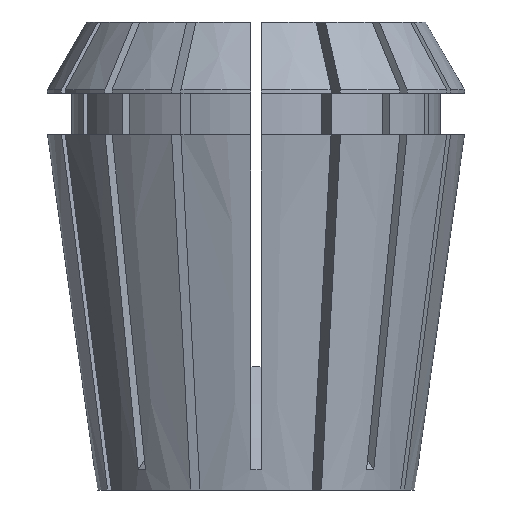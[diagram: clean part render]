
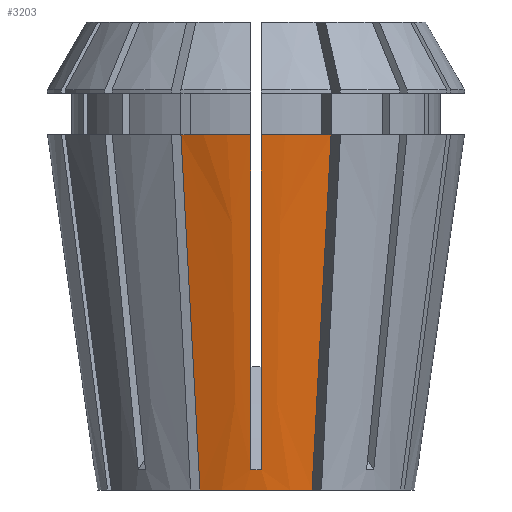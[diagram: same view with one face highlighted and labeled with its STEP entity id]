
A CAD part, left-side view. The second image highlights one B-rep face of the part: STEP entity #3203.
In plain terms, the highlighted conical face has half-angle 8 degrees and reference radius 15.595 mm.
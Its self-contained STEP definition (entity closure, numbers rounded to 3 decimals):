
#74 = CARTESIAN_POINT ( 'NONE',  ( -15.879, 0.167, 1.998 ) ) ;
#83 = CARTESIAN_POINT ( 'NONE',  ( 0., 0., 34.9 ) ) ;
#106 = CARTESIAN_POINT ( 'NONE',  ( -15.87, 0.5, 2.007 ) ) ;
#212 = VERTEX_POINT ( 'NONE', #4378 ) ;
#229 = CARTESIAN_POINT ( 'NONE',  ( -19.126, -7.381, 34.9 ) ) ;
#335 = AXIS2_PLACEMENT_3D ( 'NONE', #83, #441, #3957 ) ;
#354 = AXIS2_PLACEMENT_3D ( 'NONE', #5340, #4854, #4495 ) ;
#381 = CARTESIAN_POINT ( 'NONE',  ( -14.592, -5.503, 0. ) ) ;
#390 = ORIENTED_EDGE ( 'NONE', *, *, #3812, .T. ) ;
#441 = DIRECTION ( 'NONE',  ( 0., 0., -1. ) ) ;
#464 = CARTESIAN_POINT ( 'NONE',  ( -14.592, 5.503, 0. ) ) ;
#473 = CARTESIAN_POINT ( 'NONE',  ( -15.879, -0.167, 1.998 ) ) ;
#772 = CARTESIAN_POINT ( 'NONE',  ( 0., 0., 0. ) ) ;
#1169 = EDGE_CURVE ( 'NONE', #3450, #1612, #5106, .T. ) ;
#1233 = EDGE_CURVE ( 'NONE', #212, #3450, #2602, .T. ) ;
#1260 = AXIS2_PLACEMENT_3D ( 'NONE', #772, #2112, #2037 ) ;
#1314 = FACE_OUTER_BOUND ( 'NONE', #2406, .T. ) ;
#1336 = VERTEX_POINT ( 'NONE', #5311 ) ;
#1404 = ORIENTED_EDGE ( 'NONE', *, *, #1491, .F. ) ;
#1444 = CIRCLE ( 'NONE', #354, 20.5 ) ;
#1491 = EDGE_CURVE ( 'NONE', #2316, #1966, #3984, .T. ) ;
#1578 = CARTESIAN_POINT ( 'NONE',  ( -19.126, -7.381, 34.9 ) ) ;
#1612 = VERTEX_POINT ( 'NONE', #4310 ) ;
#1645 = CARTESIAN_POINT ( 'NONE',  ( -16.094, -0.5, 3.6 ) ) ;
#1730 = CARTESIAN_POINT ( 'NONE',  ( -17.615, 6.755, 23.267 ) ) ;
#1757 = CARTESIAN_POINT ( 'NONE',  ( 0., 0., 0. ) ) ;
#1760 = CARTESIAN_POINT ( 'NONE',  ( -15.87, -0.5, 2.007 ) ) ;
#1882 = CARTESIAN_POINT ( 'NONE',  ( -16.206, 0.5, 4.396 ) ) ;
#1903 = CARTESIAN_POINT ( 'NONE',  ( -17.527, 0.5, 13.792 ) ) ;
#1960 = ORIENTED_EDGE ( 'NONE', *, *, #3623, .F. ) ;
#1966 = VERTEX_POINT ( 'NONE', #381 ) ;
#1989 = CONICAL_SURFACE ( 'NONE', #2098, 15.595, 0.14 ) ;
#2004 = CARTESIAN_POINT ( 'NONE',  ( -16.104, -6.129, 11.633 ) ) ;
#2029 = ORIENTED_EDGE ( 'NONE', *, *, #3757, .T. ) ;
#2037 = DIRECTION ( 'NONE',  ( -1., 0., 0. ) ) ;
#2098 = AXIS2_PLACEMENT_3D ( 'NONE', #1757, #5199, #2632 ) ;
#2112 = DIRECTION ( 'NONE',  ( 0., 0., -1. ) ) ;
#2316 = VERTEX_POINT ( 'NONE', #229 ) ;
#2321 = CARTESIAN_POINT ( 'NONE',  ( -15.982, 0.5, 2.803 ) ) ;
#2336 = CARTESIAN_POINT ( 'NONE',  ( -15.87, 0.5, 2.007 ) ) ;
#2406 = EDGE_LOOP ( 'NONE', ( #5208, #3692, #2772, #1404, #2029, #390, #1960, #2664 ) ) ;
#2460 = EDGE_CURVE ( 'NONE', #1966, #1612, #4802, .T. ) ;
#2503 = CARTESIAN_POINT ( 'NONE',  ( -15.87, -0.5, 2.007 ) ) ;
#2602 = CIRCLE ( 'NONE', #335, 20.5 ) ;
#2611 = CARTESIAN_POINT ( 'NONE',  ( -15.87, 0.5, 2.007 ) ) ;
#2632 = DIRECTION ( 'NONE',  ( 1., 0., 0. ) ) ;
#2664 = ORIENTED_EDGE ( 'NONE', *, *, #4225, .F. ) ;
#2753 = CARTESIAN_POINT ( 'NONE',  ( -18.848, 0.5, 23.188 ) ) ;
#2772 = ORIENTED_EDGE ( 'NONE', *, *, #2460, .F. ) ;
#2784 = B_SPLINE_CURVE_WITH_KNOTS ( 'NONE', 3,
 ( #2611, #74, #473, #1760 ),
 .UNSPECIFIED., .F., .F.,
 ( 4, 4 ),
 ( 0., 0.001 ),
 .UNSPECIFIED. ) ;
#2908 = CARTESIAN_POINT ( 'NONE',  ( -15.982, -0.5, 2.803 ) ) ;
#2925 = CARTESIAN_POINT ( 'NONE',  ( -18.848, -0.5, 23.188 ) ) ;
#3000 = CARTESIAN_POINT ( 'NONE',  ( -15.87, -0.5, 2.007 ) ) ;
#3203 = ADVANCED_FACE ( 'NONE', ( #1314 ), #1989, .T. ) ;
#3380 = CARTESIAN_POINT ( 'NONE',  ( -14.592, -5.503, 0. ) ) ;
#3450 = VERTEX_POINT ( 'NONE', #4918 ) ;
#3623 = EDGE_CURVE ( 'NONE', #3763, #3952, #2784, .T. ) ;
#3636 = CARTESIAN_POINT ( 'NONE',  ( -20.386, 0.5, 34.128 ) ) ;
#3692 = ORIENTED_EDGE ( 'NONE', *, *, #1169, .T. ) ;
#3757 = EDGE_CURVE ( 'NONE', #2316, #1336, #1444, .T. ) ;
#3763 = VERTEX_POINT ( 'NONE', #106 ) ;
#3778 = CARTESIAN_POINT ( 'NONE',  ( -20.277, -0.5, 33.356 ) ) ;
#3795 = CARTESIAN_POINT ( 'NONE',  ( -17.527, -0.5, 13.792 ) ) ;
#3812 = EDGE_CURVE ( 'NONE', #1336, #3952, #4870, .T. ) ;
#3839 = B_SPLINE_CURVE_WITH_KNOTS ( 'NONE', 3,
 ( #4914, #3636, #4042, #5330, #2753, #1903, #1882, #4891, #2321, #2336 ),
 .UNSPECIFIED., .F., .F.,
 ( 4, 3, 3, 4 ),
 ( 0.074, 0.077, 0.105, 0.108 ),
 .UNSPECIFIED. ) ;
#3952 = VERTEX_POINT ( 'NONE', #3000 ) ;
#3957 = DIRECTION ( 'NONE',  ( -1., 0., 0. ) ) ;
#3984 = B_SPLINE_CURVE_WITH_KNOTS ( 'NONE', 3,
 ( #1578, #4618, #2004, #3380 ),
 .UNSPECIFIED., .F., .F.,
 ( 4, 4 ),
 ( 0., 0.035 ),
 .UNSPECIFIED. ) ;
#4042 = CARTESIAN_POINT ( 'NONE',  ( -20.277, 0.5, 33.356 ) ) ;
#4194 = CARTESIAN_POINT ( 'NONE',  ( -16.206, -0.5, 4.396 ) ) ;
#4211 = CARTESIAN_POINT ( 'NONE',  ( -20.169, -0.5, 32.584 ) ) ;
#4225 = EDGE_CURVE ( 'NONE', #212, #3763, #3839, .T. ) ;
#4230 = CARTESIAN_POINT ( 'NONE',  ( -20.494, -0.5, 34.9 ) ) ;
#4310 = CARTESIAN_POINT ( 'NONE',  ( -14.592, 5.503, 0. ) ) ;
#4351 = CARTESIAN_POINT ( 'NONE',  ( -19.126, 7.381, 34.9 ) ) ;
#4378 = CARTESIAN_POINT ( 'NONE',  ( -20.494, 0.5, 34.9 ) ) ;
#4495 = DIRECTION ( 'NONE',  ( -1., 0., 0. ) ) ;
#4618 = CARTESIAN_POINT ( 'NONE',  ( -17.615, -6.755, 23.267 ) ) ;
#4802 = CIRCLE ( 'NONE', #1260, 15.595 ) ;
#4854 = DIRECTION ( 'NONE',  ( 0., 0., -1. ) ) ;
#4870 = B_SPLINE_CURVE_WITH_KNOTS ( 'NONE', 3,
 ( #4230, #5116, #3778, #4211, #2925, #3795, #4194, #1645, #2908, #2503 ),
 .UNSPECIFIED., .F., .F.,
 ( 4, 3, 3, 4 ),
 ( 0.074, 0.077, 0.105, 0.108 ),
 .UNSPECIFIED. ) ;
#4891 = CARTESIAN_POINT ( 'NONE',  ( -16.094, 0.5, 3.6 ) ) ;
#4914 = CARTESIAN_POINT ( 'NONE',  ( -20.494, 0.5, 34.9 ) ) ;
#4918 = CARTESIAN_POINT ( 'NONE',  ( -19.126, 7.381, 34.9 ) ) ;
#5106 = B_SPLINE_CURVE_WITH_KNOTS ( 'NONE', 3,
 ( #4351, #1730, #5141, #464 ),
 .UNSPECIFIED., .F., .F.,
 ( 4, 4 ),
 ( 0., 0.035 ),
 .UNSPECIFIED. ) ;
#5116 = CARTESIAN_POINT ( 'NONE',  ( -20.386, -0.5, 34.128 ) ) ;
#5141 = CARTESIAN_POINT ( 'NONE',  ( -16.104, 6.129, 11.633 ) ) ;
#5199 = DIRECTION ( 'NONE',  ( 0., 0., 1. ) ) ;
#5208 = ORIENTED_EDGE ( 'NONE', *, *, #1233, .T. ) ;
#5311 = CARTESIAN_POINT ( 'NONE',  ( -20.494, -0.5, 34.9 ) ) ;
#5330 = CARTESIAN_POINT ( 'NONE',  ( -20.169, 0.5, 32.584 ) ) ;
#5340 = CARTESIAN_POINT ( 'NONE',  ( 0., 0., 34.9 ) ) ;
